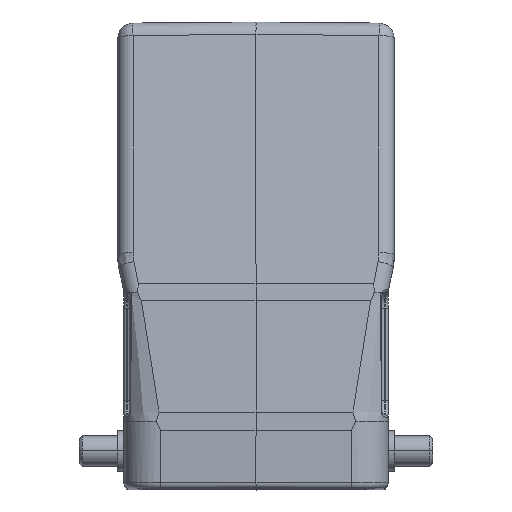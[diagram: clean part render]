
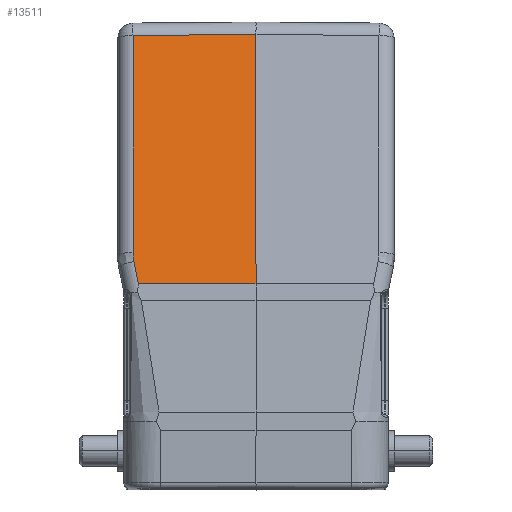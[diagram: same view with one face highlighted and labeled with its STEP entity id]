
A CAD part, top view. The second image highlights one B-rep face of the part: STEP entity #13511.
In plain terms, the highlighted planar face has unit normal (-0.009, 0.19, 0.982).
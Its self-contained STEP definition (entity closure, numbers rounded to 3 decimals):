
#622=CARTESIAN_POINT('',(0.,19.39,49.891));
#1046=DIRECTION('',(0.,-0.982,0.19));
#1047=VECTOR('',#1046,35.988);
#1048=CARTESIAN_POINT('',(-20.022,19.215,49.747));
#1049=LINE('',#1048,#1047);
#1050=DIRECTION('',(-1.,0.,-0.009));
#1051=VECTOR('',#1050,19.147);
#1052=CARTESIAN_POINT('',(0.,-21.241,
57.74));
#1053=LINE('',#1052,#1051);
#1054=DIRECTION('',(-0.193,0.963,-0.188));
#1055=VECTOR('',#1054,3.79);
#1056=CARTESIAN_POINT('',(-19.146,-21.241,
57.57));
#1057=LINE('',#1056,#1055);
#1058=CARTESIAN_POINT('',(-19.876,-17.591,
56.859));
#1059=CARTESIAN_POINT('',(-19.973,-17.107,
56.764));
#1060=CARTESIAN_POINT('',(-20.022,-16.614,
56.669));
#1061=CARTESIAN_POINT('',(-20.022,-16.12,
56.573));
#1063=DIRECTION('',(1.,0.009,0.007));
#1064=VECTOR('',#1063,20.023);
#1065=CARTESIAN_POINT('',(-20.022,19.215,49.747));
#1066=LINE('',#1065,#1064);
#1110=DIRECTION('',(0.,0.982,-0.19));
#1111=VECTOR('',#1110,41.382);
#1112=CARTESIAN_POINT('',(0.,-21.241,
57.74));
#1113=LINE('',#1112,#1111);
#9944=VERTEX_POINT('',#622);
#9945=CARTESIAN_POINT('',(-20.022,19.215,49.747));
#9946=VERTEX_POINT('',#9945);
#10670=CARTESIAN_POINT('',(-20.022,-16.12,
56.573));
#10671=VERTEX_POINT('',#10670);
#10672=CARTESIAN_POINT('',(0.,-21.241,
57.74));
#10673=CARTESIAN_POINT('',(-19.146,-21.241,
57.57));
#10674=VERTEX_POINT('',#10672);
#10675=VERTEX_POINT('',#10673);
#10676=CARTESIAN_POINT('',(-19.876,-17.591,
56.859));
#10677=VERTEX_POINT('',#10676);
#13494=CARTESIAN_POINT('',(0.,-22.585,58.));
#13495=DIRECTION('',(-0.009,0.19,0.982));
#13496=DIRECTION('',(0.,-0.982,0.19));
#13497=AXIS2_PLACEMENT_3D('',#13494,#13495,#13496);
#13498=PLANE('',#13497);
#13500=ORIENTED_EDGE('',*,*,#13499,.T.);
#13502=ORIENTED_EDGE('',*,*,#13501,.T.);
#13504=ORIENTED_EDGE('',*,*,#13503,.T.);
#13505=ORIENTED_EDGE('',*,*,#13484,.F.);
#13506=ORIENTED_EDGE('',*,*,#12811,.T.);
#13508=ORIENTED_EDGE('',*,*,#13507,.F.);
#13509=EDGE_LOOP('',(#13500,#13502,#13504,#13505,#13506,#13508));
#13510=FACE_OUTER_BOUND('',#13509,.F.);
#13511=ADVANCED_FACE('',(#13510),#13498,.T.);
#1062=B_SPLINE_CURVE_WITH_KNOTS('',3,(#1058,#1059,#1060,#1061),.UNSPECIFIED.,
.F.,.F.,(4,4),(0.,1.),.UNSPECIFIED.);
#12811=EDGE_CURVE('',#9946,#9944,#1066,.T.);
#13484=EDGE_CURVE('',#9946,#10671,#1049,.T.);
#13499=EDGE_CURVE('',#10674,#10675,#1053,.T.);
#13501=EDGE_CURVE('',#10675,#10677,#1057,.T.);
#13503=EDGE_CURVE('',#10677,#10671,#1062,.T.);
#13507=EDGE_CURVE('',#10674,#9944,#1113,.T.);
